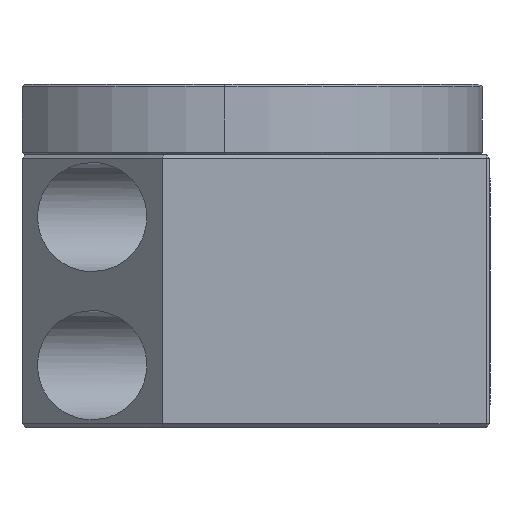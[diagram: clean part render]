
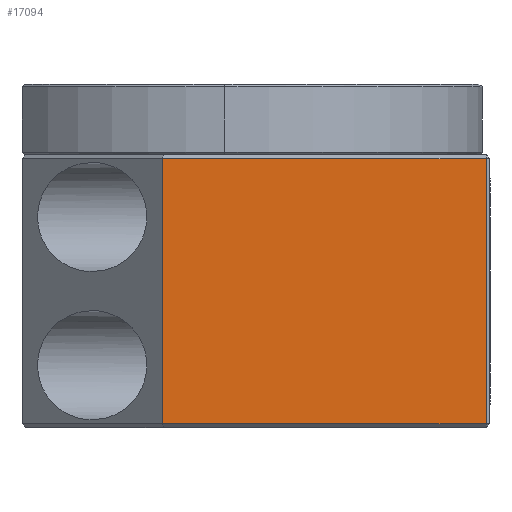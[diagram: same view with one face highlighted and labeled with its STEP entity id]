
A CAD part, left-side view. The second image highlights one B-rep face of the part: STEP entity #17094.
In plain terms, the highlighted planar face has unit normal (-1, 0, 0).
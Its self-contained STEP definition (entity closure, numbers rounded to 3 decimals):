
#922 = CARTESIAN_POINT ( 'NONE',  ( -44., 0.5, 0.5 ) ) ;
#1068 = DIRECTION ( 'NONE',  ( 0., -1., 0. ) ) ;
#1088 = CARTESIAN_POINT ( 'NONE',  ( -44., 21.375, 34.5 ) ) ;
#1107 = LINE ( 'NONE', #1088, #1653 ) ;
#1238 = DIRECTION ( 'NONE',  ( 0., 0., -1. ) ) ;
#1292 = LINE ( 'NONE', #3333, #15477 ) ;
#1653 = VECTOR ( 'NONE', #1068, 1000. ) ;
#2186 = AXIS2_PLACEMENT_3D ( 'NONE', #922, #18783, #16590 ) ;
#2268 = VECTOR ( 'NONE', #1238, 1000. ) ;
#2410 = FACE_OUTER_BOUND ( 'NONE', #9747, .T. ) ;
#3281 = CARTESIAN_POINT ( 'NONE',  ( -44., 0.5, 17.5 ) ) ;
#3333 = CARTESIAN_POINT ( 'NONE',  ( -44., 42., 17.5 ) ) ;
#4877 = CARTESIAN_POINT ( 'NONE',  ( -44., 42., 0.5 ) ) ;
#5173 = LINE ( 'NONE', #3281, #2268 ) ;
#5222 = DIRECTION ( 'NONE',  ( 0., 0., 1. ) ) ;
#5553 = ORIENTED_EDGE ( 'NONE', *, *, #12449, .T. ) ;
#6846 = PLANE ( 'NONE',  #2186 ) ;
#7034 = EDGE_CURVE ( 'NONE', #14208, #17759, #1107, .T. ) ;
#8078 = EDGE_CURVE ( 'NONE', #17083, #14208, #1292, .T. ) ;
#9747 = EDGE_LOOP ( 'NONE', ( #15237, #12083, #5553, #13084 ) ) ;
#12083 = ORIENTED_EDGE ( 'NONE', *, *, #8078, .F. ) ;
#12090 = DIRECTION ( 'NONE',  ( 0., -1., 0. ) ) ;
#12408 = CARTESIAN_POINT ( 'NONE',  ( -44., 0.5, 0.5 ) ) ;
#12449 = EDGE_CURVE ( 'NONE', #17083, #18153, #16263, .T. ) ;
#13084 = ORIENTED_EDGE ( 'NONE', *, *, #19128, .F. ) ;
#14160 = CARTESIAN_POINT ( 'NONE',  ( -44., 21.375, 0.5 ) ) ;
#14208 = VERTEX_POINT ( 'NONE', #15969 ) ;
#15237 = ORIENTED_EDGE ( 'NONE', *, *, #7034, .F. ) ;
#15477 = VECTOR ( 'NONE', #5222, 1000. ) ;
#15969 = CARTESIAN_POINT ( 'NONE',  ( -44., 42., 34.5 ) ) ;
#16263 = LINE ( 'NONE', #14160, #19435 ) ;
#16590 = DIRECTION ( 'NONE',  ( 0., 1., 0. ) ) ;
#17083 = VERTEX_POINT ( 'NONE', #4877 ) ;
#17094 = ADVANCED_FACE ( 'NONE', ( #2410 ), #6846, .F. ) ;
#17759 = VERTEX_POINT ( 'NONE', #18327 ) ;
#18153 = VERTEX_POINT ( 'NONE', #12408 ) ;
#18327 = CARTESIAN_POINT ( 'NONE',  ( -44., 0.5, 34.5 ) ) ;
#18783 = DIRECTION ( 'NONE',  ( 1., 0., 0. ) ) ;
#19128 = EDGE_CURVE ( 'NONE', #17759, #18153, #5173, .T. ) ;
#19435 = VECTOR ( 'NONE', #12090, 1000. ) ;
